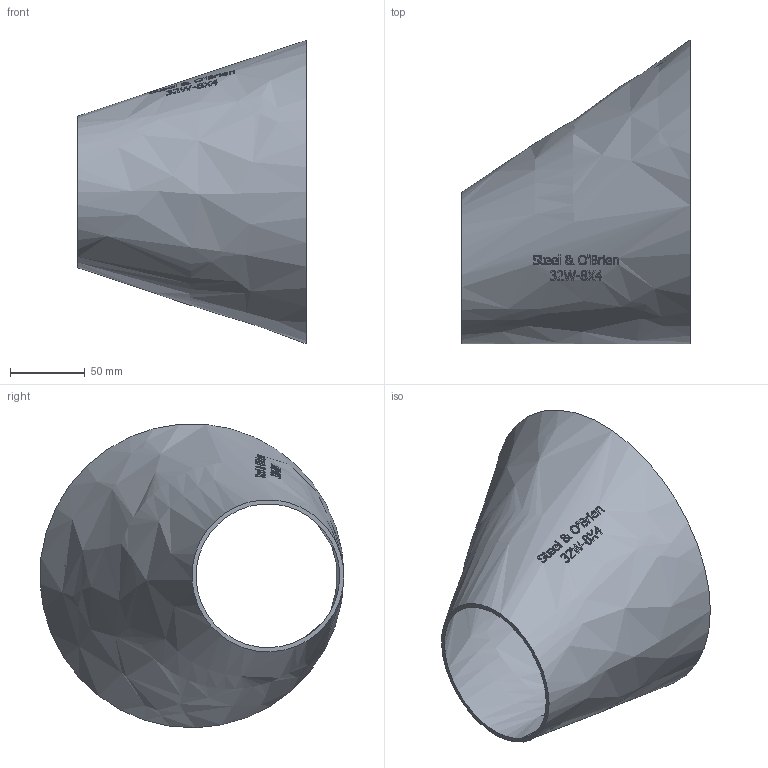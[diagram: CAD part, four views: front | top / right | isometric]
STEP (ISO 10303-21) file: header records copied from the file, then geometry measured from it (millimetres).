
FILE_DESCRIPTION(/* description */ (''),/* implementation_level */ '2;1');
FILE_NAME(/* name */ '32W-8X4.stp',/* time_stamp */ '2019-07-31T11:27:14-04:00',/* author */ ('rick'),/* organization */ (''),/* preprocessor_version */ 'ST-DEVELOPER v15.2',/* originating_system */ 'Autodesk Inventor 2014',/* authorisation */ '');
FILE_SCHEMA (('AUTOMOTIVE_DESIGN { 1 0 10303 214 3 1 1 }'));
Length unit declared in the file: inch
Products named in the file (1): 32W-8X4
Bounding box: 152.4 x 203.06 x 202.84 mm (x, y, z)
Volume: 198314.7 mm3; surface area: 157069.5 mm2
Topology: 1 solids, 1 shells, 343 faces, 931 edges, 622 vertices
Faces by surface type: bspline 202, plane 141
Entity records: 14200 total; most frequent: CARTESIAN_POINT 7110, ORIENTED_EDGE 1862, EDGE_CURVE 931, DIRECTION 769, VERTEX_POINT 622, B_SPLINE_CURVE_WITH_KNOTS 477, EDGE_LOOP 377, ADVANCED_FACE 343
